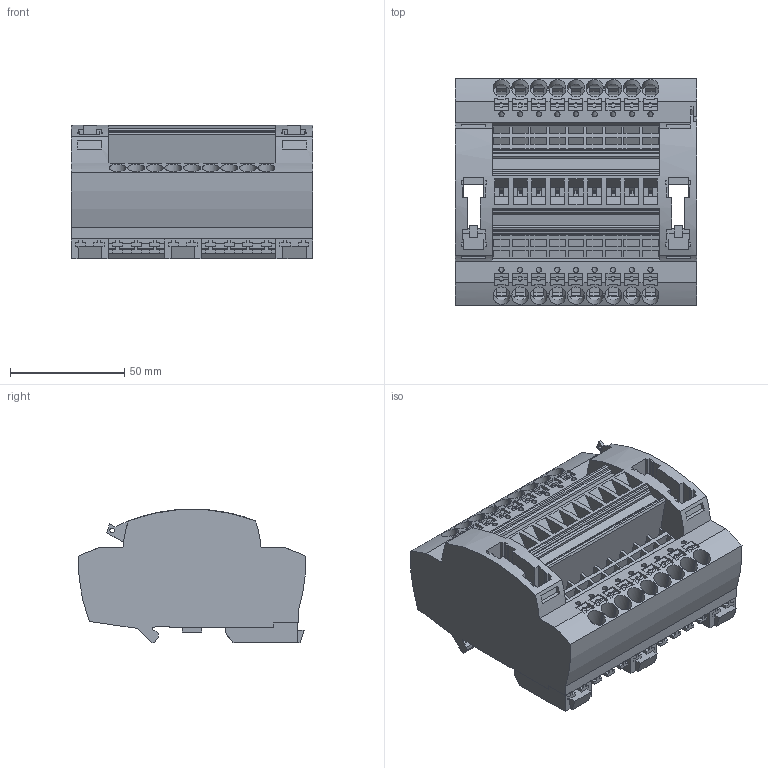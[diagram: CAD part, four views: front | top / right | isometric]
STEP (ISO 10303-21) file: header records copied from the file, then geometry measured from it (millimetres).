
FILE_DESCRIPTION(('Creo Elements/Direct Modeling STEP Export'),'2;1');
FILE_NAME('model.stp','2020-06-03T 0:37:17',(''),(''),'Creo Elements/Direct Modeling STEP processor for AP214 (Solid Model)','Creo Elements/Direct Modeling 20.1A 29-Sep-2018 (C) Parametric Technology GmbH','');
FILE_SCHEMA(('AUTOMOTIVE_DESIGN { 1 0 10303 214 1 1 1 1 }'));
Products named in the file (2): PTRE_6_2_9-select
Assembly tree (1 placements, depth 2):
  PTRE_6_2_9-select
    PTRE_6_2_9-select
Bounding box: 105.95 x 99.63 x 58.6 mm (x, y, z)
Volume: 357925.6 mm3; surface area: 90624.8 mm2
Topology: 1 solids, 1 shells, 1578 faces, 4488 edges, 2977 vertices
Faces by surface type: plane 1369, cylinder 209
Entity records: 76893 total; most frequent: CARTESIAN_POINT 23021, ORIENTED_EDGE 8976, DIRECTION 8012, EDGE_CURVE 4488, VECTOR 3670, LINE 3670, VERTEX_POINT 2977, AXIS2_PLACEMENT_3D 2171
